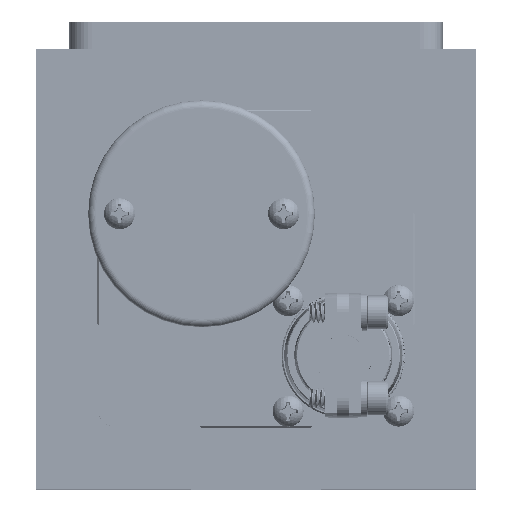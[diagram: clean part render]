
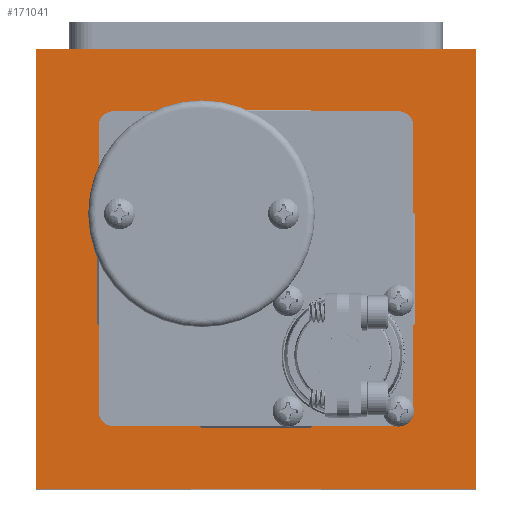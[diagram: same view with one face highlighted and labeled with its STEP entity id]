
A CAD part, top view. The second image highlights one B-rep face of the part: STEP entity #171041.
In plain terms, the highlighted planar face has unit normal (0, 0, 1).
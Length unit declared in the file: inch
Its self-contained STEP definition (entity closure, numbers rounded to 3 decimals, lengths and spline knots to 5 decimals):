
#5648 = EDGE_LOOP ( 'NONE', ( #196973, #184036, #259366, #145465 ) ) ;
#31534 = DIRECTION ( 'NONE',  ( 0., 0., 1. ) ) ;
#61530 = PLANE ( 'NONE',  #393466 ) ;
#74607 = LINE ( 'NONE', #145681, #114127 ) ;
#76461 = VECTOR ( 'NONE', #432491, 39.37008 ) ;
#78143 = DIRECTION ( 'NONE',  ( -1., 0., 0. ) ) ;
#81134 = CARTESIAN_POINT ( 'NONE',  ( -1.475, -1.475, 0. ) ) ;
#88299 = CARTESIAN_POINT ( 'NONE',  ( 1.475, -1.475, 0. ) ) ;
#88529 = VECTOR ( 'NONE', #263956, 39.37008 ) ;
#95886 = FACE_OUTER_BOUND ( 'NONE', #5648, .T. ) ;
#114127 = VECTOR ( 'NONE', #244545, 39.37008 ) ;
#132194 = VERTEX_POINT ( 'NONE', #88299 ) ;
#145465 = ORIENTED_EDGE ( 'NONE', *, *, #314977, .F. ) ;
#145681 = CARTESIAN_POINT ( 'NONE',  ( -1.475, -1.475, 0. ) ) ;
#171041 = ADVANCED_FACE ( 'NONE', ( #95886 ), #61530, .T. ) ;
#184036 = ORIENTED_EDGE ( 'NONE', *, *, #314167, .F. ) ;
#191237 = LINE ( 'NONE', #292378, #76461 ) ;
#192155 = VERTEX_POINT ( 'NONE', #370873 ) ;
#196973 = ORIENTED_EDGE ( 'NONE', *, *, #433101, .F. ) ;
#201330 = CARTESIAN_POINT ( 'NONE',  ( 0., 0., 0. ) ) ;
#215078 = EDGE_CURVE ( 'NONE', #437620, #132194, #268491, .T. ) ;
#229470 = VECTOR ( 'NONE', #78143, 39.37008 ) ;
#236285 = CARTESIAN_POINT ( 'NONE',  ( 1.475, -1.475, 0. ) ) ;
#244545 = DIRECTION ( 'NONE',  ( 0., 1., 0. ) ) ;
#252929 = CARTESIAN_POINT ( 'NONE',  ( 1.475, 1.475, 0. ) ) ;
#259366 = ORIENTED_EDGE ( 'NONE', *, *, #215078, .F. ) ;
#263956 = DIRECTION ( 'NONE',  ( 0., -1., 0. ) ) ;
#268491 = LINE ( 'NONE', #236285, #88529 ) ;
#282557 = LINE ( 'NONE', #356042, #229470 ) ;
#292378 = CARTESIAN_POINT ( 'NONE',  ( 1.475, 1.475, 0. ) ) ;
#314167 = EDGE_CURVE ( 'NONE', #132194, #337294, #282557, .T. ) ;
#314977 = EDGE_CURVE ( 'NONE', #192155, #437620, #191237, .T. ) ;
#337294 = VERTEX_POINT ( 'NONE', #81134 ) ;
#341446 = DIRECTION ( 'NONE',  ( 1., 0., 0. ) ) ;
#356042 = CARTESIAN_POINT ( 'NONE',  ( 1.475, -1.475, 0. ) ) ;
#370873 = CARTESIAN_POINT ( 'NONE',  ( -1.475, 1.475, 0. ) ) ;
#393466 = AXIS2_PLACEMENT_3D ( 'NONE', #201330, #31534, #341446 ) ;
#432491 = DIRECTION ( 'NONE',  ( 1., 0., 0. ) ) ;
#433101 = EDGE_CURVE ( 'NONE', #337294, #192155, #74607, .T. ) ;
#437620 = VERTEX_POINT ( 'NONE', #252929 ) ;
